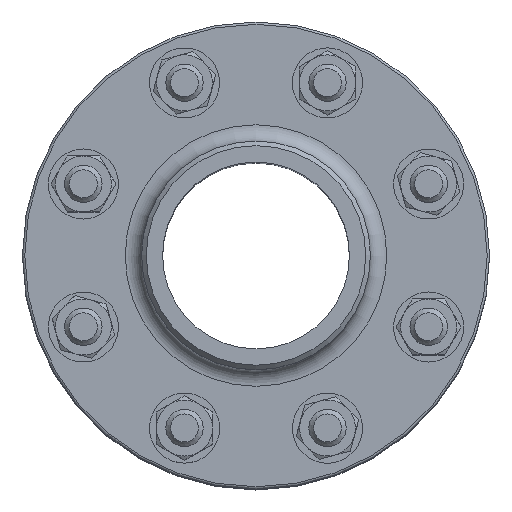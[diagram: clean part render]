
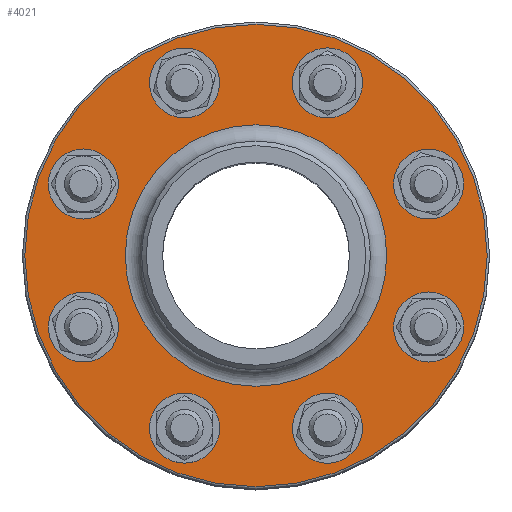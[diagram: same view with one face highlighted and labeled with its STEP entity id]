
A CAD part, top view. The second image highlights one B-rep face of the part: STEP entity #4021.
In plain terms, the highlighted face is planar.
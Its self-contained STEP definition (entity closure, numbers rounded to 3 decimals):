
#509=FACE_BOUND('',#992,.T.);
#510=FACE_BOUND('',#993,.T.);
#511=FACE_BOUND('',#994,.T.);
#512=FACE_BOUND('',#995,.T.);
#513=FACE_BOUND('',#996,.T.);
#514=FACE_BOUND('',#997,.T.);
#515=FACE_BOUND('',#998,.T.);
#516=FACE_BOUND('',#999,.T.);
#517=FACE_BOUND('',#1000,.T.);
#581=PLANE('',#4426);
#722=FACE_OUTER_BOUND('',#991,.T.);
#991=EDGE_LOOP('',(#3244));
#992=EDGE_LOOP('',(#3245));
#993=EDGE_LOOP('',(#3246));
#994=EDGE_LOOP('',(#3247));
#995=EDGE_LOOP('',(#3248));
#996=EDGE_LOOP('',(#3249));
#997=EDGE_LOOP('',(#3250));
#998=EDGE_LOOP('',(#3251));
#999=EDGE_LOOP('',(#3252));
#1000=EDGE_LOOP('',(#3253));
#1215=CIRCLE('',#4424,99.);
#1217=CIRCLE('',#4427,56.);
#1218=CIRCLE('',#4428,8.5);
#1219=CIRCLE('',#4429,8.5);
#1220=CIRCLE('',#4430,8.5);
#1221=CIRCLE('',#4431,8.5);
#1222=CIRCLE('',#4432,8.5);
#1223=CIRCLE('',#4433,8.5);
#1224=CIRCLE('',#4434,8.5);
#1225=CIRCLE('',#4435,8.5);
#2045=VERTEX_POINT('',#7218);
#2046=VERTEX_POINT('',#7222);
#2047=VERTEX_POINT('',#7224);
#2048=VERTEX_POINT('',#7226);
#2049=VERTEX_POINT('',#7228);
#2050=VERTEX_POINT('',#7230);
#2051=VERTEX_POINT('',#7232);
#2052=VERTEX_POINT('',#7234);
#2053=VERTEX_POINT('',#7236);
#2054=VERTEX_POINT('',#7238);
#2471=EDGE_CURVE('',#2045,#2045,#1215,.T.);
#2473=EDGE_CURVE('',#2046,#2046,#1217,.T.);
#2474=EDGE_CURVE('',#2047,#2047,#1218,.T.);
#2475=EDGE_CURVE('',#2048,#2048,#1219,.T.);
#2476=EDGE_CURVE('',#2049,#2049,#1220,.T.);
#2477=EDGE_CURVE('',#2050,#2050,#1221,.T.);
#2478=EDGE_CURVE('',#2051,#2051,#1222,.T.);
#2479=EDGE_CURVE('',#2052,#2052,#1223,.T.);
#2480=EDGE_CURVE('',#2053,#2053,#1224,.T.);
#2481=EDGE_CURVE('',#2054,#2054,#1225,.T.);
#3244=ORIENTED_EDGE('',*,*,#2471,.F.);
#3245=ORIENTED_EDGE('',*,*,#2473,.F.);
#3246=ORIENTED_EDGE('',*,*,#2474,.T.);
#3247=ORIENTED_EDGE('',*,*,#2475,.T.);
#3248=ORIENTED_EDGE('',*,*,#2476,.T.);
#3249=ORIENTED_EDGE('',*,*,#2477,.T.);
#3250=ORIENTED_EDGE('',*,*,#2478,.T.);
#3251=ORIENTED_EDGE('',*,*,#2479,.T.);
#3252=ORIENTED_EDGE('',*,*,#2480,.T.);
#3253=ORIENTED_EDGE('',*,*,#2481,.T.);
#4021=ADVANCED_FACE('',(#722,#509,#510,#511,#512,#513,#514,#515,#516,#517),
#581,.F.);
#4424=AXIS2_PLACEMENT_3D('',#7219,#5246,#5247);
#4426=AXIS2_PLACEMENT_3D('',#7221,#5250,#5251);
#4427=AXIS2_PLACEMENT_3D('',#7223,#5252,#5253);
#4428=AXIS2_PLACEMENT_3D('',#7225,#5254,#5255);
#4429=AXIS2_PLACEMENT_3D('',#7227,#5256,#5257);
#4430=AXIS2_PLACEMENT_3D('',#7229,#5258,#5259);
#4431=AXIS2_PLACEMENT_3D('',#7231,#5260,#5261);
#4432=AXIS2_PLACEMENT_3D('',#7233,#5262,#5263);
#4433=AXIS2_PLACEMENT_3D('',#7235,#5264,#5265);
#4434=AXIS2_PLACEMENT_3D('',#7237,#5266,#5267);
#4435=AXIS2_PLACEMENT_3D('',#7239,#5268,#5269);
#5246=DIRECTION('center_axis',(0.,1.,0.));
#5247=DIRECTION('ref_axis',(1.,0.,0.));
#5250=DIRECTION('center_axis',(0.,1.,0.));
#5251=DIRECTION('ref_axis',(0.,0.,1.));
#5252=DIRECTION('center_axis',(0.,-1.,0.));
#5253=DIRECTION('ref_axis',(-1.,0.,0.));
#5254=DIRECTION('center_axis',(0.,1.,0.));
#5255=DIRECTION('ref_axis',(1.,0.,0.));
#5256=DIRECTION('center_axis',(0.,1.,0.));
#5257=DIRECTION('ref_axis',(1.,0.,0.));
#5258=DIRECTION('center_axis',(0.,1.,0.));
#5259=DIRECTION('ref_axis',(1.,0.,0.));
#5260=DIRECTION('center_axis',(0.,1.,0.));
#5261=DIRECTION('ref_axis',(1.,0.,0.));
#5262=DIRECTION('center_axis',(0.,1.,0.));
#5263=DIRECTION('ref_axis',(1.,0.,0.));
#5264=DIRECTION('center_axis',(0.,1.,0.));
#5265=DIRECTION('ref_axis',(1.,0.,0.));
#5266=DIRECTION('center_axis',(0.,1.,0.));
#5267=DIRECTION('ref_axis',(1.,0.,0.));
#5268=DIRECTION('center_axis',(0.,1.,0.));
#5269=DIRECTION('ref_axis',(1.,0.,0.));
#7218=CARTESIAN_POINT('',(0.,-115.,99.));
#7219=CARTESIAN_POINT('Origin',(0.,-115.,0.));
#7221=CARTESIAN_POINT('Origin',(0.,-115.,0.));
#7222=CARTESIAN_POINT('',(0.,-115.,-56.));
#7223=CARTESIAN_POINT('Origin',(0.,-115.,0.));
#7224=CARTESIAN_POINT('',(-39.115,-115.,-73.91));
#7225=CARTESIAN_POINT('Origin',(-30.615,-115.,-73.91));
#7226=CARTESIAN_POINT('',(-82.41,-115.,-30.615));
#7227=CARTESIAN_POINT('Origin',(-73.91,-115.,-30.615));
#7228=CARTESIAN_POINT('',(-82.41,-115.,30.615));
#7229=CARTESIAN_POINT('Origin',(-73.91,-115.,30.615));
#7230=CARTESIAN_POINT('',(-39.115,-115.,73.91));
#7231=CARTESIAN_POINT('Origin',(-30.615,-115.,73.91));
#7232=CARTESIAN_POINT('',(22.115,-115.,73.91));
#7233=CARTESIAN_POINT('Origin',(30.615,-115.,73.91));
#7234=CARTESIAN_POINT('',(65.41,-115.,30.615));
#7235=CARTESIAN_POINT('Origin',(73.91,-115.,30.615));
#7236=CARTESIAN_POINT('',(65.41,-115.,-30.615));
#7237=CARTESIAN_POINT('Origin',(73.91,-115.,-30.615));
#7238=CARTESIAN_POINT('',(22.115,-115.,-73.91));
#7239=CARTESIAN_POINT('Origin',(30.615,-115.,-73.91));
